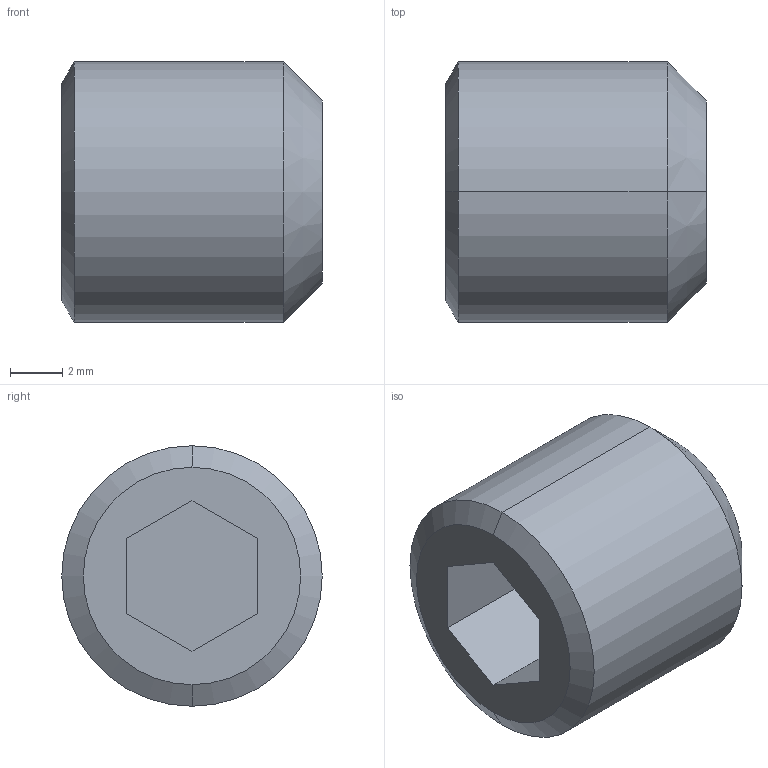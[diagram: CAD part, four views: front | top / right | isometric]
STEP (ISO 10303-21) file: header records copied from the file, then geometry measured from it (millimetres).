
FILE_DESCRIPTION (( 'STEP AP214' ), '1' );
FILE_NAME ('402. - M10 x 10.STEP', '2021-03-26T14:10:52', ( '' ), ( '' ), 'SwSTEP 2.0', 'SolidWorks 2017', '' );
FILE_SCHEMA (( 'AUTOMOTIVE_DESIGN' ));
Length unit declared in the file: millimetre
Products named in the file (1): 402. - M10 x 10
Bounding box: 10 x 10 x 10 mm (x, y, z)
Volume: 617.8 mm3; surface area: 533.3 mm2
Topology: 1 solids, 1 shells, 15 faces, 32 edges, 20 vertices
Faces by surface type: plane 9, cone 4, cylinder 2
Entity records: 458 total; most frequent: DIRECTION 72, CARTESIAN_POINT 68, ORIENTED_EDGE 64, EDGE_CURVE 32, AXIS2_PLACEMENT_3D 24, LINE 24, VECTOR 24, VERTEX_POINT 20
